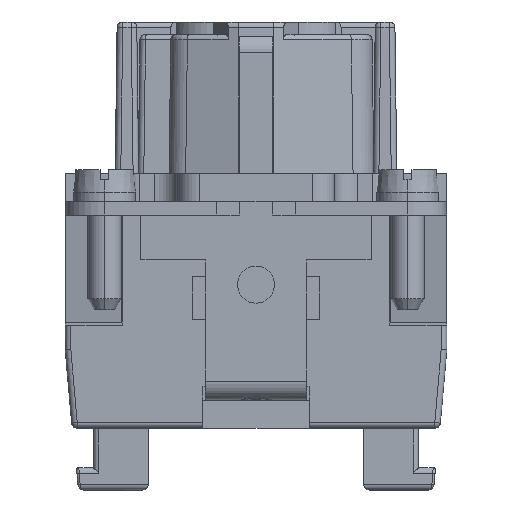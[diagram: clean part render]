
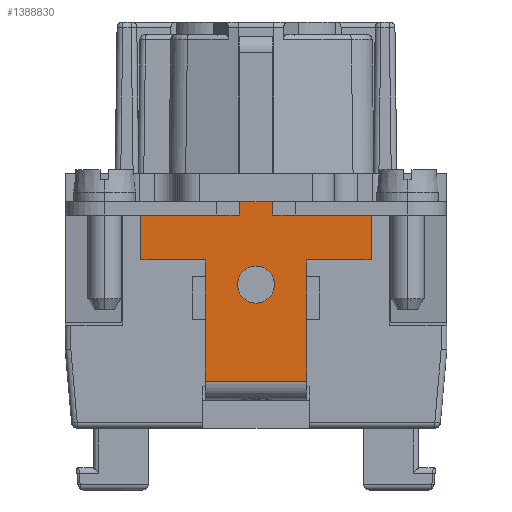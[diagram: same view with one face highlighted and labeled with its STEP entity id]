
A CAD part, left-side view. The second image highlights one B-rep face of the part: STEP entity #1388830.
In plain terms, the highlighted face is planar.
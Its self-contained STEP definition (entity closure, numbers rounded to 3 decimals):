
#533890=CARTESIAN_POINT('',(120.146,30.176,
-5.1));
#533900=VERTEX_POINT('',#533890);
#534350=CARTESIAN_POINT('',(120.146,27.176,
-5.1));
#534360=VERTEX_POINT('',#534350);
#534390=CARTESIAN_POINT('',(120.146,0.,-5.1));
#534400=DIRECTION('',(0.,1.,0.));
#534410=VECTOR('',#534400,1.);
#534420=LINE('',#534390,#534410);
#534430=EDGE_CURVE('',#534360,#533900,#534420,.T.);
#1368530=CARTESIAN_POINT('',(120.146,27.176,
-20.6));
#1368540=DIRECTION('',(0.,0.,1.));
#1368550=VECTOR('',#1368540,1.);
#1368560=LINE('',#1368530,#1368550);
#1368780=CARTESIAN_POINT('',(120.146,45.676,
-20.6));
#1368790=DIRECTION('',(1.,0.,0.));
#1368800=DIRECTION('',(0.,1.,0.));
#1368810=AXIS2_PLACEMENT_3D('',#1368780,#1368790,#1368800);
#1368820=PLANE('',#1368810);
#1368930=CARTESIAN_POINT('',(120.146,30.176,
-20.6));
#1368940=DIRECTION('',(0.,0.,-1.))
;
#1368950=VECTOR('',#1368940,1.);
#1368960=LINE('',#1368930,#1368950);
#1369620=CARTESIAN_POINT('',(120.146,32.176,
-3.9));
#1369630=VERTEX_POINT('',#1369620);
#1379060=CARTESIAN_POINT('',(120.146,-15.324,
-3.9));
#1379070=DIRECTION('',(0.,-1.,0.));
#1379080=VECTOR('',#1379070,1.);
#1379090=LINE('',#1379060,#1379080);
#1379100=CARTESIAN_POINT('',(120.146,38.926,
-3.9));
#1379110=VERTEX_POINT('',#1379100);
#1379120=EDGE_CURVE('',#1379110,#1369630,#1379090,.T.);
#1379400=CARTESIAN_POINT('',(120.146,38.926,
-20.6));
#1379410=DIRECTION('',(0.,0.,-1.))
;
#1379420=VECTOR('',#1379410,1.);
#1379430=LINE('',#1379400,#1379420);
#1379440=CARTESIAN_POINT('',(120.146,38.926,
0.1));
#1379450=VERTEX_POINT('',#1379440);
#1379460=EDGE_CURVE('',#1379450,#1379110,#1379430,.T.);
#1379740=CARTESIAN_POINT('',(120.146,33.176,
0.1));
#1379750=VERTEX_POINT('',#1379740);
#1379800=CARTESIAN_POINT('',(120.146,-15.324,
0.1));
#1379810=DIRECTION('',(0.,1.,0.));
#1379820=VECTOR('',#1379810,1.);
#1379830=LINE('',#1379800,#1379820);
#1379840=EDGE_CURVE('',#1379750,#1379450,#1379830,.T.);
#1380050=CARTESIAN_POINT('',(120.146,33.176,
1.6));
#1380060=VERTEX_POINT('',#1380050);
#1380110=CARTESIAN_POINT('',(120.146,33.176,
-20.6));
#1380120=DIRECTION('',(0.,0.,-1.))
;
#1380130=VECTOR('',#1380120,1.);
#1380140=LINE('',#1380110,#1380130);
#1380150=EDGE_CURVE('',#1380060,#1379750,#1380140,.T.);
#1380270=CARTESIAN_POINT('',(120.146,33.176,
-20.6));
#1380280=DIRECTION('',(0.,0.,-1.))
;
#1380290=VECTOR('',#1380280,1.);
#1380300=LINE('',#1380270,#1380290);
#1380310=CARTESIAN_POINT('',(120.146,33.176,
10.9));
#1380320=VERTEX_POINT('',#1380310);
#1380330=CARTESIAN_POINT('',(120.146,33.176,
5.4));
#1380340=VERTEX_POINT('',#1380330);
#1380350=EDGE_CURVE('',#1380320,#1380340,#1380300,.T.);
#1380840=CARTESIAN_POINT('',(120.146,-15.324,
10.9));
#1380850=DIRECTION('',(0.,1.,0.));
#1380860=VECTOR('',#1380850,1.);
#1380870=LINE('',#1380840,#1380860);
#1380880=CARTESIAN_POINT('',(120.146,24.176,
10.9));
#1380890=VERTEX_POINT('',#1380880);
#1380900=EDGE_CURVE('',#1380890,#1380320,#1380870,.T.);
#1386170=CARTESIAN_POINT('',(120.146,24.176,
5.4));
#1386180=VERTEX_POINT('',#1386170);
#1386260=CARTESIAN_POINT('',(120.146,24.176,
-20.6));
#1386270=DIRECTION('',(0.,0.,1.));
#1386280=VECTOR('',#1386270,1.);
#1386290=LINE('',#1386260,#1386280);
#1386300=EDGE_CURVE('',#1386180,#1380890,#1386290,.T.);
#1387520=CARTESIAN_POINT('',(120.146,24.176,
1.6));
#1387530=VERTEX_POINT('',#1387520);
#1387830=CARTESIAN_POINT('',(120.146,24.176,
-20.6));
#1387840=DIRECTION('',(0.,0.,1.));
#1387850=VECTOR('',#1387840,1.);
#1387860=LINE('',#1387830,#1387850);
#1387870=EDGE_CURVE('',#1387530,#1386180,#1387860,.T.);
#1387990=CARTESIAN_POINT('',(120.146,28.676,
2.3));
#1388000=DIRECTION('',(1.,0.,0.));
#1388010=DIRECTION('',(0.,1.,0.));
#1388020=AXIS2_PLACEMENT_3D('',#1387990,#1388000,#1388010);
#1388030=CIRCLE('',#1388020,1.65);
#1388040=CARTESIAN_POINT('',(120.146,30.326,
2.3));
#1388050=VERTEX_POINT('',#1388040);
#1388060=CARTESIAN_POINT('',(120.146,27.026,
2.3));
#1388070=VERTEX_POINT('',#1388060);
#1388080=EDGE_CURVE('',#1388050,#1388070,#1388030,.T.);
#1388090=ORIENTED_EDGE('',*,*,#1388080,.F.);
#1388100=EDGE_CURVE('',#1388070,#1388050,#1388030,.T.);
#1388110=ORIENTED_EDGE('',*,*,#1388100,.F.);
#1388120=EDGE_LOOP('',(#1388110,#1388090));
#1388130=FACE_BOUND('',#1388120,.T.);
#1388140=CARTESIAN_POINT('',(120.146,27.176,
-3.9));
#1388150=VERTEX_POINT('',#1388140);
#1388160=EDGE_CURVE('',#534360,#1388150,#1368560,.T.);
#1388170=ORIENTED_EDGE('',*,*,#1388160,.F.);
#1388180=CARTESIAN_POINT('',(120.146,-15.324,
-3.9));
#1388190=DIRECTION('',(0.,1.,0.));
#1388200=VECTOR('',#1388190,1.);
#1388210=LINE('',#1388180,#1388200);
#1388220=CARTESIAN_POINT('',(120.146,25.176,
-3.9));
#1388230=VERTEX_POINT('',#1388220);
#1388240=EDGE_CURVE('',#1388230,#1388150,#1388210,.T.);
#1388250=ORIENTED_EDGE('',*,*,#1388240,.T.);
#1388260=CARTESIAN_POINT('',(120.146,-15.324,
-3.9));
#1388270=DIRECTION('',(0.,-1.,0.));
#1388280=VECTOR('',#1388270,1.);
#1388290=LINE('',#1388260,#1388280);
#1388300=CARTESIAN_POINT('',(120.146,18.426,
-3.9));
#1388310=VERTEX_POINT('',#1388300);
#1388320=EDGE_CURVE('',#1388230,#1388310,#1388290,.T.);
#1388330=ORIENTED_EDGE('',*,*,#1388320,.F.);
#1388340=CARTESIAN_POINT('',(120.146,18.426,
-20.6));
#1388350=DIRECTION('',(0.,0.,1.));
#1388360=VECTOR('',#1388350,1.);
#1388370=LINE('',#1388340,#1388360);
#1388380=CARTESIAN_POINT('',(120.146,18.426,
0.1));
#1388390=VERTEX_POINT('',#1388380);
#1388400=EDGE_CURVE('',#1388310,#1388390,#1388370,.T.);
#1388410=ORIENTED_EDGE('',*,*,#1388400,.F.);
#1388420=CARTESIAN_POINT('',(120.146,-15.324,
0.1));
#1388430=DIRECTION('',(0.,1.,0.));
#1388440=VECTOR('',#1388430,1.);
#1388450=LINE('',#1388420,#1388440);
#1388460=CARTESIAN_POINT('',(120.146,24.176,
0.1));
#1388470=VERTEX_POINT('',#1388460);
#1388480=EDGE_CURVE('',#1388390,#1388470,#1388450,.T.);
#1388490=ORIENTED_EDGE('',*,*,#1388480,.F.);
#1388500=CARTESIAN_POINT('',(120.146,24.176,
-20.6));
#1388510=DIRECTION('',(0.,0.,1.));
#1388520=VECTOR('',#1388510,1.);
#1388530=LINE('',#1388500,#1388520);
#1388540=EDGE_CURVE('',#1388470,#1387530,#1388530,.T.);
#1388550=ORIENTED_EDGE('',*,*,#1388540,.F.);
#1388560=ORIENTED_EDGE('',*,*,#1387870,.F.);
#1388570=ORIENTED_EDGE('',*,*,#1386300,.F.);
#1388580=ORIENTED_EDGE('',*,*,#1380900,.F.);
#1388590=ORIENTED_EDGE('',*,*,#1380350,.F.);
#1388600=CARTESIAN_POINT('',(120.146,33.176,
-20.6));
#1388610=DIRECTION('',(0.,0.,1.));
#1388620=VECTOR('',#1388610,1.);
#1388630=LINE('',#1388600,#1388620);
#1388640=EDGE_CURVE('',#1380060,#1380340,#1388630,.T.);
#1388650=ORIENTED_EDGE('',*,*,#1388640,.T.);
#1388660=ORIENTED_EDGE('',*,*,#1380150,.F.);
#1388670=ORIENTED_EDGE('',*,*,#1379840,.F.);
#1388680=ORIENTED_EDGE('',*,*,#1379460,.F.);
#1388690=ORIENTED_EDGE('',*,*,#1379120,.F.);
#1388700=CARTESIAN_POINT('',(120.146,-15.324,
-3.9));
#1388710=DIRECTION('',(0.,1.,0.));
#1388720=VECTOR('',#1388710,1.);
#1388730=LINE('',#1388700,#1388720);
#1388740=CARTESIAN_POINT('',(120.146,30.176,
-3.9));
#1388750=VERTEX_POINT('',#1388740);
#1388760=EDGE_CURVE('',#1388750,#1369630,#1388730,.T.);
#1388770=ORIENTED_EDGE('',*,*,#1388760,.T.);
#1388780=EDGE_CURVE('',#1388750,#533900,#1368960,.T.);
#1388790=ORIENTED_EDGE('',*,*,#1388780,.F.);
#1388800=ORIENTED_EDGE('',*,*,#534430,.T.);
#1388810=EDGE_LOOP('',(#1388800,#1388790,#1388770,#1388690,#1388680,
#1388670,#1388660,#1388650,#1388590,#1388580,#1388570,#1388560,#1388550,
#1388490,#1388410,#1388330,#1388250,#1388170));
#1388820=FACE_OUTER_BOUND('',#1388810,.T.);
#1388830=ADVANCED_FACE('',(#1388130,#1388820),#1368820,.T.);
